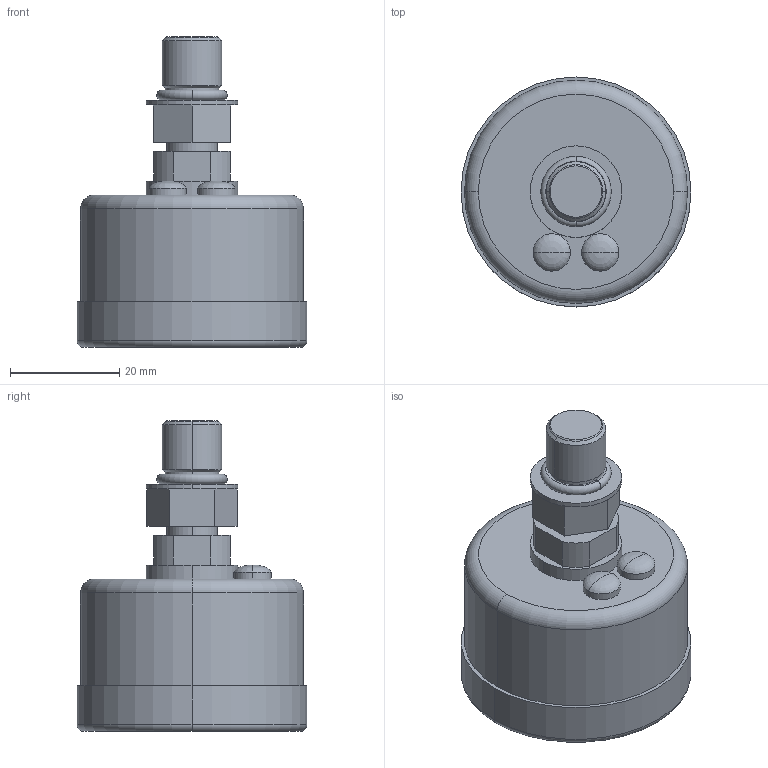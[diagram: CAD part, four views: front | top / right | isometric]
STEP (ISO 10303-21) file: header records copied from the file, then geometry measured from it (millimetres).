
FILE_DESCRIPTION((''),'2;1');
FILE_NAME('ILC72322155','2017-11-03T',('avl'),(''),'PRO/ENGINEER BY PARAMETRIC TECHNOLOGY CORPORATION, 2013320','PRO/ENGINEER BY PARAMETRIC TECHNOLOGY CORPORATION, 2013320','');
FILE_SCHEMA(('AUTOMOTIVE_DESIGN { 1 0 10303 214 1 1 1 1 }'));
Length unit declared in the file: inch
Products named in the file (1): ILC72322155
Bounding box: 42.16 x 42.16 x 57 mm (x, y, z)
Volume: 38544.2 mm3; surface area: 8721.6 mm2
Topology: 2 solids, 3 shells, 64 faces, 144 edges, 88 vertices
Faces by surface type: cylinder 26, plane 20, torus 10, revolution 4, cone 4
Entity records: 2406 total; most frequent: DIRECTION 338, CARTESIAN_POINT 336, ORIENTED_EDGE 276, PRESENTATION_STYLE_ASSIGNMENT 143, STYLED_ITEM 143, CURVE_STYLE 140, EDGE_CURVE 140, AXIS2_PLACEMENT_3D 137
